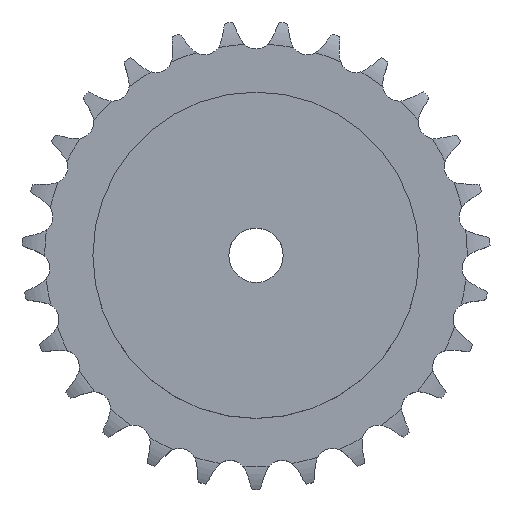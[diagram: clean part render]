
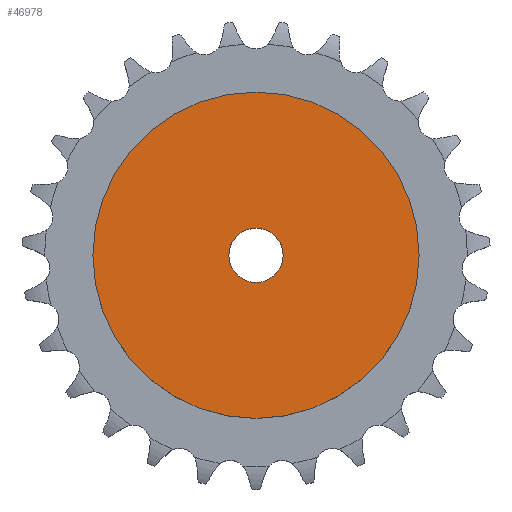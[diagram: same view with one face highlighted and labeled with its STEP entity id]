
A CAD part, top view. The second image highlights one B-rep face of the part: STEP entity #46978.
In plain terms, the highlighted planar face has unit normal (0, 0, 1).
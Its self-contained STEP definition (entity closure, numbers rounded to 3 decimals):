
#25116 = CYLINDRICAL_SURFACE('',#25117,10.);
#25117 = AXIS2_PLACEMENT_3D('',#25118,#25119,#25120);
#25118 = CARTESIAN_POINT('',(0.,0.,265.664));
#25119 = DIRECTION('',(0.,0.,1.));
#25120 = DIRECTION('',(1.,0.,0.));
#32125 = EDGE_CURVE('',#32126,#32126,#32128,.T.);
#32126 = VERTEX_POINT('',#32127);
#32127 = CARTESIAN_POINT('',(10.,0.,50.));
#32128 = SURFACE_CURVE('',#32129,(#32134,#32141),.PCURVE_S1.);
#32129 = CIRCLE('',#32130,10.);
#32130 = AXIS2_PLACEMENT_3D('',#32131,#32132,#32133);
#32131 = CARTESIAN_POINT('',(0.,0.,50.));
#32132 = DIRECTION('',(0.,0.,1.));
#32133 = DIRECTION('',(1.,0.,0.));
#32134 = PCURVE('',#25116,#32135);
#32135 = DEFINITIONAL_REPRESENTATION('',(#32136),#32140);
#32136 = LINE('',#32137,#32138);
#32137 = CARTESIAN_POINT('',(0.,-215.664));
#32138 = VECTOR('',#32139,1.);
#32139 = DIRECTION('',(1.,0.));
#32140 = ( GEOMETRIC_REPRESENTATION_CONTEXT(2) 
PARAMETRIC_REPRESENTATION_CONTEXT() REPRESENTATION_CONTEXT('2D SPACE',''
  ) );
#32141 = PCURVE('',#32142,#32147);
#32142 = PLANE('',#32143);
#32143 = AXIS2_PLACEMENT_3D('',#32144,#32145,#32146);
#32144 = CARTESIAN_POINT('',(0.,0.,50.)
  );
#32145 = DIRECTION('',(0.,0.,1.));
#32146 = DIRECTION('',(1.,0.,0.));
#32147 = DEFINITIONAL_REPRESENTATION('',(#32148),#32152);
#32148 = CIRCLE('',#32149,10.);
#32149 = AXIS2_PLACEMENT_2D('',#32150,#32151);
#32150 = CARTESIAN_POINT('',(0.,0.));
#32151 = DIRECTION('',(1.,0.));
#32152 = ( GEOMETRIC_REPRESENTATION_CONTEXT(2) 
PARAMETRIC_REPRESENTATION_CONTEXT() REPRESENTATION_CONTEXT('2D SPACE',''
  ) );
#46978 = ADVANCED_FACE('',(#46979,#47010),#32142,.T.);
#46979 = FACE_BOUND('',#46980,.T.);
#46980 = EDGE_LOOP('',(#46981));
#46981 = ORIENTED_EDGE('',*,*,#46982,.T.);
#46982 = EDGE_CURVE('',#46983,#46983,#46985,.T.);
#46983 = VERTEX_POINT('',#46984);
#46984 = CARTESIAN_POINT('',(60.,0.,50.));
#46985 = SURFACE_CURVE('',#46986,(#46991,#46998),.PCURVE_S1.);
#46986 = CIRCLE('',#46987,60.);
#46987 = AXIS2_PLACEMENT_3D('',#46988,#46989,#46990);
#46988 = CARTESIAN_POINT('',(0.,0.,50.));
#46989 = DIRECTION('',(0.,0.,1.));
#46990 = DIRECTION('',(1.,0.,0.));
#46991 = PCURVE('',#32142,#46992);
#46992 = DEFINITIONAL_REPRESENTATION('',(#46993),#46997);
#46993 = CIRCLE('',#46994,60.);
#46994 = AXIS2_PLACEMENT_2D('',#46995,#46996);
#46995 = CARTESIAN_POINT('',(0.,0.));
#46996 = DIRECTION('',(1.,0.));
#46997 = ( GEOMETRIC_REPRESENTATION_CONTEXT(2) 
PARAMETRIC_REPRESENTATION_CONTEXT() REPRESENTATION_CONTEXT('2D SPACE',''
  ) );
#46998 = PCURVE('',#46999,#47004);
#46999 = CYLINDRICAL_SURFACE('',#47000,60.);
#47000 = AXIS2_PLACEMENT_3D('',#47001,#47002,#47003);
#47001 = CARTESIAN_POINT('',(0.,0.,0.));
#47002 = DIRECTION('',(-0.,-0.,-1.));
#47003 = DIRECTION('',(1.,0.,0.));
#47004 = DEFINITIONAL_REPRESENTATION('',(#47005),#47009);
#47005 = LINE('',#47006,#47007);
#47006 = CARTESIAN_POINT('',(-0.,-50.));
#47007 = VECTOR('',#47008,1.);
#47008 = DIRECTION('',(-1.,0.));
#47009 = ( GEOMETRIC_REPRESENTATION_CONTEXT(2) 
PARAMETRIC_REPRESENTATION_CONTEXT() REPRESENTATION_CONTEXT('2D SPACE',''
  ) );
#47010 = FACE_BOUND('',#47011,.T.);
#47011 = EDGE_LOOP('',(#47012));
#47012 = ORIENTED_EDGE('',*,*,#32125,.F.);
